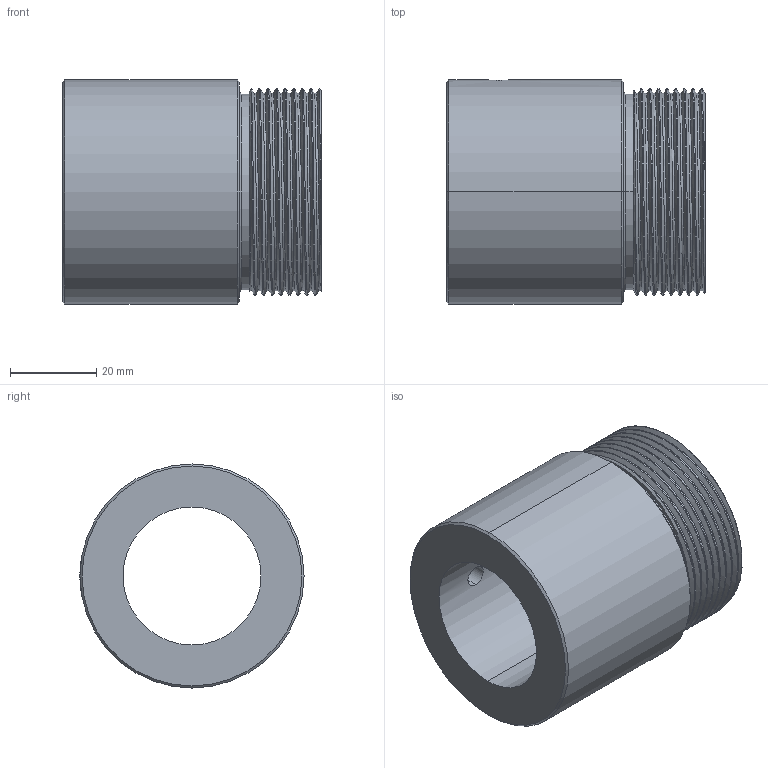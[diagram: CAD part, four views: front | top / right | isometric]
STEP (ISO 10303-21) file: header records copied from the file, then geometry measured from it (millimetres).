
FILE_DESCRIPTION (( 'STEP AP214' ), '1' );
FILE_NAME ('RSCR 3205.step', '2020-09-08T14:00:45', ( '' ), ( '' ), 'SwSTEP 2.0', 'SolidWorks 2020', '' );
FILE_SCHEMA (( 'AUTOMOTIVE_DESIGN' ));
Length unit declared in the file: millimetre
Products named in the file (1): RSCR 3205
Bounding box: 60 x 52 x 52 mm (x, y, z)
Volume: 71024.4 mm3; surface area: 19815.9 mm2
Topology: 1 solids, 1 shells, 41 faces, 103 edges, 66 vertices
Faces by surface type: cylinder 24, cone 9, plane 5, bspline 3
Entity records: 4301 total; most frequent: CARTESIAN_POINT 3375, ORIENTED_EDGE 206, DIRECTION 156, EDGE_CURVE 103, VERTEX_POINT 66, AXIS2_PLACEMENT_3D 62, EDGE_LOOP 47, FACE_OUTER_BOUND 41
